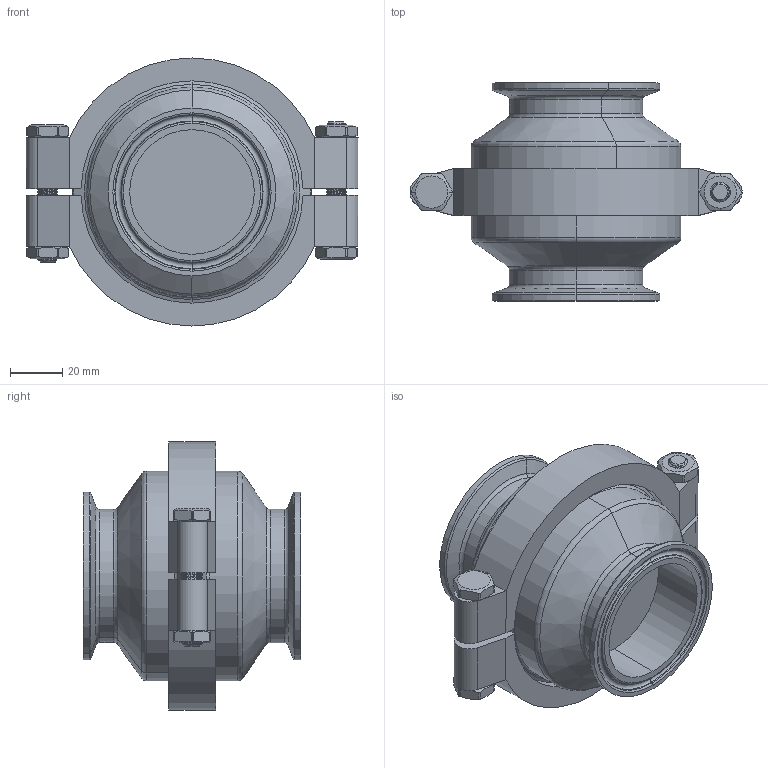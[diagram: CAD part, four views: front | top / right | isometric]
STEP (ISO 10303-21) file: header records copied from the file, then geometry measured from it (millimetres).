
FILE_DESCRIPTION (( 'STEP AP203' ), '1' );
FILE_NAME ('SVC-200-TC.STEP', '2017-06-08T13:44:35', ( '' ), ( '' ), 'SwSTEP 2.0', 'SolidWorks 2014', '' );
FILE_SCHEMA (( 'CONFIG_CONTROL_DESIGN' ));
Length unit declared in the file: inch
Products named in the file (2): SVC-200-TC
Bounding box: 126.53 x 83.06 x 102.16 mm (x, y, z)
Volume: 286026.6 mm3; surface area: 57412.6 mm2
Topology: 1 solids, 1 shells, 274 faces, 702 edges, 438 vertices
Faces by surface type: cylinder 97, cone 83, plane 58, torus 36
Entity records: 9433 total; most frequent: CARTESIAN_POINT 2777, ORIENTED_EDGE 1404, DIRECTION 1374, EDGE_CURVE 702, AXIS2_PLACEMENT_3D 579, VERTEX_POINT 438, CIRCLE 303, EDGE_LOOP 290
